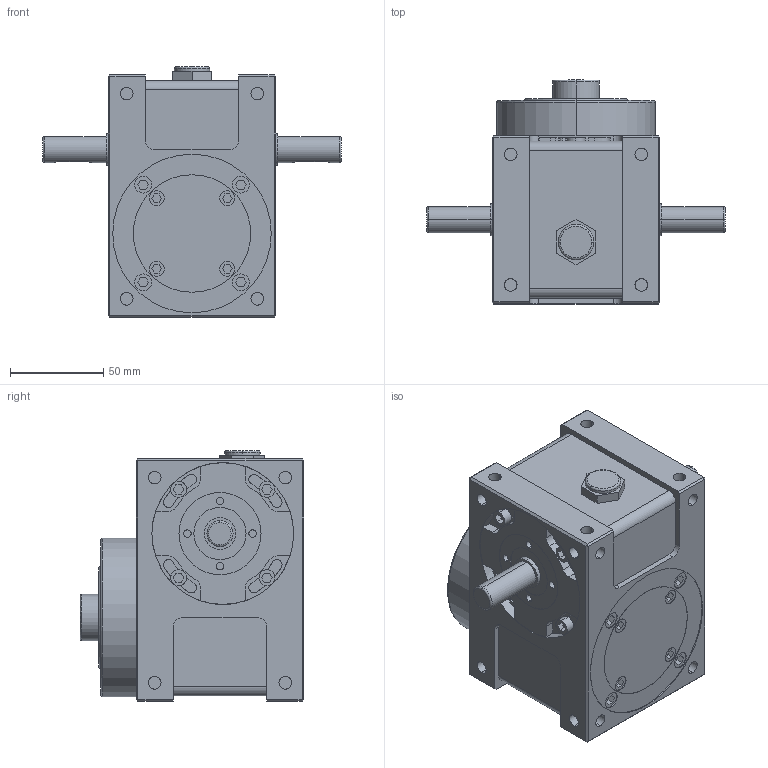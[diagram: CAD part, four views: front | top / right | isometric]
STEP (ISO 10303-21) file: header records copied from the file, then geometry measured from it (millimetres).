
FILE_DESCRIPTION (( 'STEP AP203' ), '1' );
FILE_NAME ('DF045.STEP', '2025-05-20T12:15:22', ( '' ), ( '' ), 'SwSTEP 2.0', 'SolidWorks 2018', '' );
FILE_SCHEMA (( 'CONFIG_CONTROL_DESIGN' ));
Length unit declared in the file: millimetre
Products named in the file (1): DF045
Bounding box: 160 x 120 x 134.5 mm (x, y, z)
Volume: 1094675 mm3; surface area: 87535 mm2
Topology: 1 solids, 1 shells, 616 faces, 1602 edges, 1034 vertices
Faces by surface type: plane 315, cylinder 272, bspline 17, torus 12
Entity records: 20031 total; most frequent: CARTESIAN_POINT 4870, ORIENTED_EDGE 3204, DIRECTION 3146, EDGE_CURVE 1602, AXIS2_PLACEMENT_3D 1146, VERTEX_POINT 1034, VECTOR 854, LINE 854
